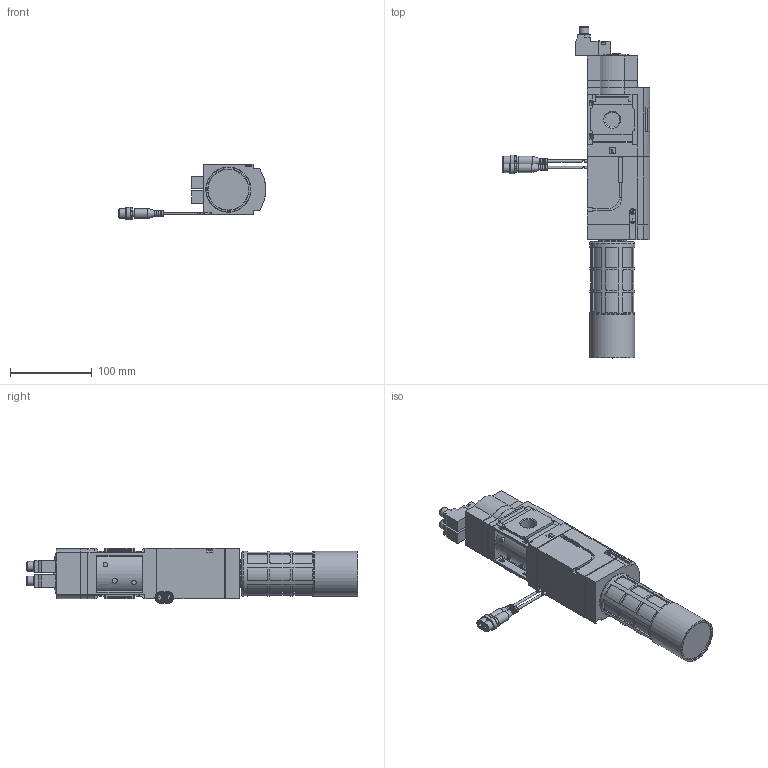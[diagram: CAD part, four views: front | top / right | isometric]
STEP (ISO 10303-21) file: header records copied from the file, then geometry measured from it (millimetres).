
FILE_DESCRIPTION(/* description */ ('STEP AP214'),/* implementation_level */ '2;1');
FILE_NAME(/* name */ '8165924_MS6-SV-1_2-D-10V24P-2M12-SO-RG',/* time_stamp */ '2024-09-11T15:28:59+02:00',/* author */ ('License CC BY-ND 4.0'),/* organization */ ('CADENAS'),/* preprocessor_version */ 'ST-DEVELOPER v19.3',/* originating_system */ 'PARTsolutions',/* authorisation */ ' ');
FILE_SCHEMA (('AUTOMOTIVE_DESIGN {1 0 10303 214 3 1 1}'));
Length unit declared in the file: millimetre
Products named in the file (7): 8165924 MS6-SV-1/2-D-10V24P-2M12-SO-RG; 548713 MS6-SV-1/2-D-10V24P-2-SO-RG0D; 552252 UOS-1; 8041126 MSC-3/2-24VDC-M12; 8035453 SMT-8M-A-1---2-S2---(part); SMT-8M-A M12; 8035453 SMT-8M-A-1---2-S1---(part)
Assembly tree (8 placements, depth 2):
  8165924 MS6-SV-1/2-D-10V24P-2M12-SO-RG
    548713 MS6-SV-1/2-D-10V24P-2-SO-RG0D
    552252 UOS-1
    8041126 MSC-3/2-24VDC-M12  x2
    8035453 SMT-8M-A-1---2-S2---(part)
    SMT-8M-A M12  x2
    8035453 SMT-8M-A-1---2-S1---(part)
Bounding box: 181 x 406.75 x 67.71 mm (x, y, z)
Volume: 1256539 mm3; surface area: 134556.6 mm2
Topology: 8 solids, 8 shells, 1249 faces, 3251 edges, 2135 vertices
Faces by surface type: plane 801, cylinder 380, cone 44, torus 16, sphere 8
Full cylindrical faces by diameter (mm): 1 x12, 1.52 x4, 2 x6, 2.459 x5, 2.9 x8, 3 x4, 3.387 x2, 4 x4, 4.5 x2, 5.5 x6, 6 x2, 7 x8, 8.3 x4, 9.6 x2, 10.106 x2, 10.5 x2, 12 x6, 15 x2, 16 x1, 18.631 x2, 27.5 x1, 29.6 x1, 30.291 x1, 34.6 x1, 35 x1, 50 x1, 55 x1, 55.1 x1
Entity records: 41958 total; most frequent: CARTESIAN_POINT 6965, ORIENTED_EDGE 5600, DIRECTION 5417, EDGE_CURVE 2800, VERTEX_POINT 1907, LINE 1841, VECTOR 1841, AXIS2_PLACEMENT_3D 1788
